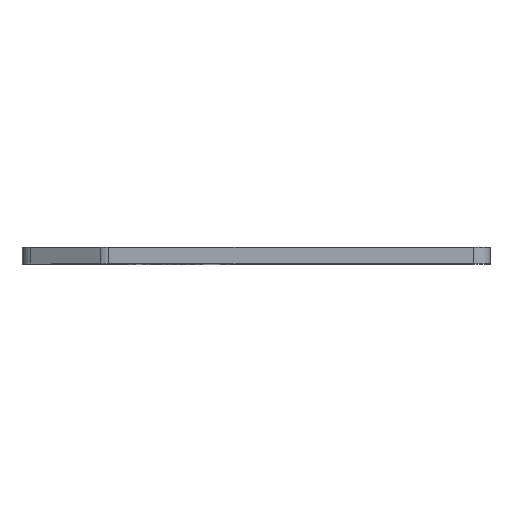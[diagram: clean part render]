
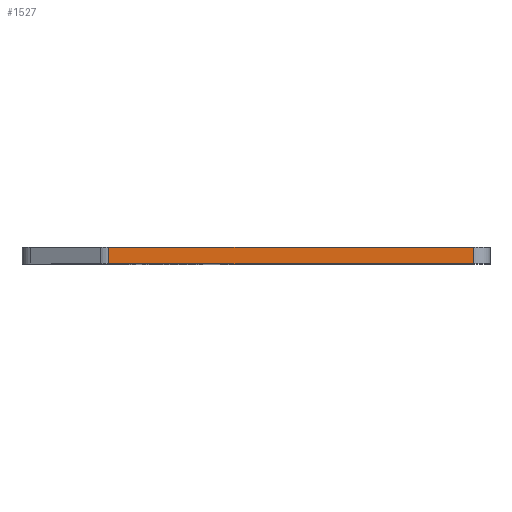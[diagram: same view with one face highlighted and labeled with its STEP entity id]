
A CAD part, top view. The second image highlights one B-rep face of the part: STEP entity #1527.
In plain terms, the highlighted planar face has unit normal (0, 0, 1).
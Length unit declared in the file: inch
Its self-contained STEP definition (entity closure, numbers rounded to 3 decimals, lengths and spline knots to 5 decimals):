
#115 = ORIENTED_EDGE ( 'NONE', *, *, #1430, .T. ) ;
#125 = CARTESIAN_POINT ( 'NONE',  ( 3.125, 0., 0.5 ) ) ;
#160 = VECTOR ( 'NONE', #1627, 39.37008 ) ;
#220 = VECTOR ( 'NONE', #682, 39.37008 ) ;
#223 = EDGE_CURVE ( 'NONE', #227, #464, #451, .T. ) ;
#227 = VERTEX_POINT ( 'NONE', #1563 ) ;
#308 = CARTESIAN_POINT ( 'NONE',  ( 0.36603, 0.125, 0.5 ) ) ;
#348 = ORIENTED_EDGE ( 'NONE', *, *, #1766, .T. ) ;
#389 = ORIENTED_EDGE ( 'NONE', *, *, #223, .T. ) ;
#451 = LINE ( 'NONE', #1280, #1084 ) ;
#452 = DIRECTION ( 'NONE',  ( 0., 0., -1. ) ) ;
#464 = VERTEX_POINT ( 'NONE', #125 ) ;
#540 = ORIENTED_EDGE ( 'NONE', *, *, #1249, .F. ) ;
#552 = CARTESIAN_POINT ( 'NONE',  ( 0.36603, 0.125, 0.5 ) ) ;
#554 = CARTESIAN_POINT ( 'NONE',  ( 3.125, 0.125, 0.5 ) ) ;
#558 = CARTESIAN_POINT ( 'NONE',  ( 0.39952, 0.125, 0.5 ) ) ;
#671 = LINE ( 'NONE', #552, #220 ) ;
#680 = CARTESIAN_POINT ( 'NONE',  ( 3.125, 0.125, 0.5 ) ) ;
#682 = DIRECTION ( 'NONE',  ( 1., 0., 0. ) ) ;
#728 = CARTESIAN_POINT ( 'NONE',  ( 0.39952, 0.125, 0.5 ) ) ;
#754 = DIRECTION ( 'NONE',  ( 0., -1., 0. ) ) ;
#861 = LINE ( 'NONE', #728, #1581 ) ;
#869 = DIRECTION ( 'NONE',  ( -1., 0., 0. ) ) ;
#905 = VERTEX_POINT ( 'NONE', #554 ) ;
#992 = FACE_OUTER_BOUND ( 'NONE', #1656, .T. ) ;
#1084 = VECTOR ( 'NONE', #1701, 39.37008 ) ;
#1171 = PLANE ( 'NONE',  #1520 ) ;
#1249 = EDGE_CURVE ( 'NONE', #1677, #905, #671, .T. ) ;
#1280 = CARTESIAN_POINT ( 'NONE',  ( 0.36603, 0., 0.5 ) ) ;
#1430 = EDGE_CURVE ( 'NONE', #1677, #227, #861, .T. ) ;
#1520 = AXIS2_PLACEMENT_3D ( 'NONE', #308, #452, #869 ) ;
#1527 = ADVANCED_FACE ( 'NONE', ( #992 ), #1171, .F. ) ;
#1563 = CARTESIAN_POINT ( 'NONE',  ( 0.39952, 0., 0.5 ) ) ;
#1581 = VECTOR ( 'NONE', #754, 39.37008 ) ;
#1627 = DIRECTION ( 'NONE',  ( 0., 1., 0. ) ) ;
#1656 = EDGE_LOOP ( 'NONE', ( #540, #115, #389, #348 ) ) ;
#1677 = VERTEX_POINT ( 'NONE', #558 ) ;
#1701 = DIRECTION ( 'NONE',  ( 1., 0., 0. ) ) ;
#1757 = LINE ( 'NONE', #680, #160 ) ;
#1766 = EDGE_CURVE ( 'NONE', #464, #905, #1757, .T. ) ;
